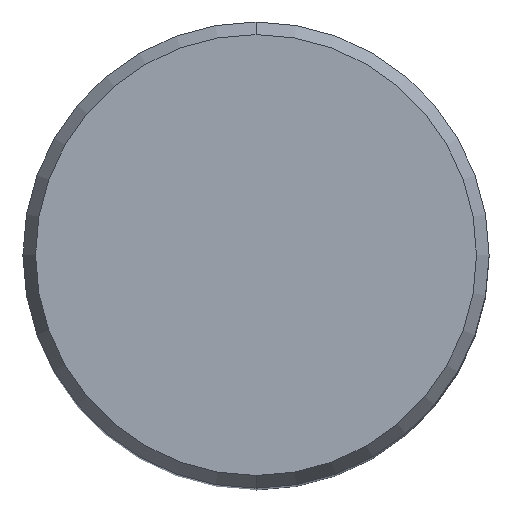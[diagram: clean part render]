
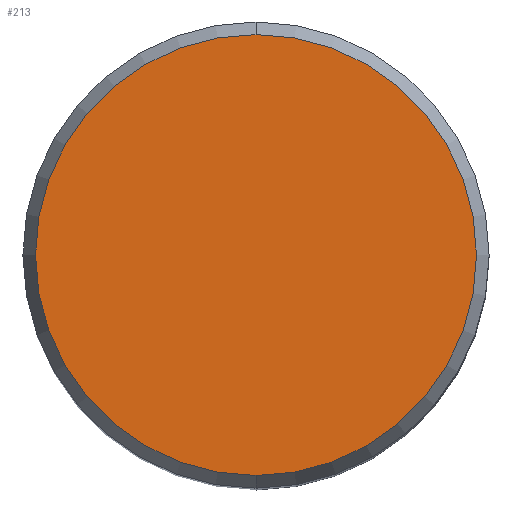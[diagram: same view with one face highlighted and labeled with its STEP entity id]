
A CAD part, top view. The second image highlights one B-rep face of the part: STEP entity #213.
In plain terms, the highlighted planar face has unit normal (0, 0, 1).
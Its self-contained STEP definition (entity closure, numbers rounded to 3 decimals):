
#175=EDGE_CURVE('',#273,#239,#384,.T.);
#213=ADVANCED_FACE('',(#428),#429,.T.);
#239=VERTEX_POINT('',#459);
#273=VERTEX_POINT('',#497);
#303=EDGE_CURVE('',#239,#273,#532,.T.);
#384=CIRCLE('',#627,12.012);
#428=FACE_OUTER_BOUND('',#682,.T.);
#429=PLANE('',#683);
#459=CARTESIAN_POINT('',(0.,-12.012,0.01));
#497=CARTESIAN_POINT('',(0.0,12.012,0.01));
#532=CIRCLE('',#807,12.012);
#627=AXIS2_PLACEMENT_3D('',#882,#883,#884);
#682=EDGE_LOOP('',(#939,#940));
#683=AXIS2_PLACEMENT_3D('',#941,#942,#943);
#807=AXIS2_PLACEMENT_3D('',#1079,#1080,#1081);
#882=CARTESIAN_POINT('',(0.0,0.0,0.01));
#883=DIRECTION('',(0.0,0.0,-1.0));
#884=DIRECTION('',(0.0,1.0,0.0));
#939=ORIENTED_EDGE('',*,*,#175,.F.);
#940=ORIENTED_EDGE('',*,*,#303,.F.);
#941=CARTESIAN_POINT('',(0.0,6.006,0.01));
#942=DIRECTION('',(-0.0,0.0,1.0));
#943=DIRECTION('',(0.0,-1.0,0.0));
#1079=CARTESIAN_POINT('',(0.0,0.0,0.01));
#1080=DIRECTION('',(0.0,0.0,-1.0));
#1081=DIRECTION('',(0.0,1.0,0.0));
